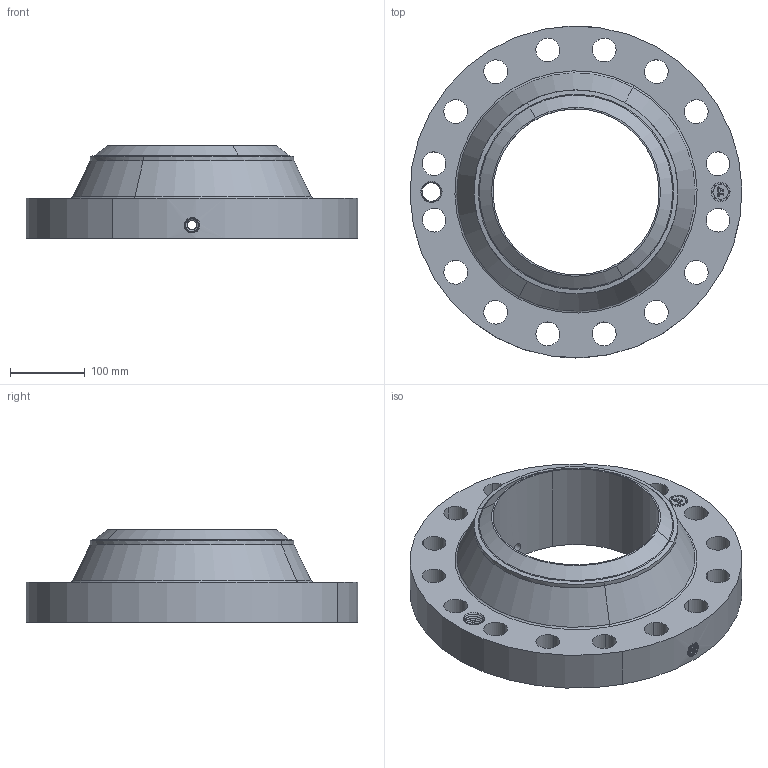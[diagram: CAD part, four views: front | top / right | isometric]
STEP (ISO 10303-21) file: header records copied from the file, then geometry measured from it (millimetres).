
FILE_DESCRIPTION(('3D STEP'),'2;1');
FILE_NAME('10-400-FF-WELD-NECK-140-ORIF-FLANGE.stp','2013-10-23T01:58:21+00:00',('Texas Flange'),(''),'CATIA Version 5 Release 20 SP 6 (IN-10)','CATIA V5 STEP AP214','800-826-3801');
FILE_SCHEMA(('AUTOMOTIVE_DESIGN { 1 0 10303 214 1 1 1 1 }'));
Length unit declared in the file: inch
Products named in the file (1): 10-400-FF-WELD-NECK-140-ORIF-FLANGE
Bounding box: 444.38 x 444.5 x 123.95 mm (x, y, z)
Volume: 7284125.8 mm3; surface area: 509037.3 mm2
Topology: 1 solids, 1 shells, 786 faces, 2138 edges, 1372 vertices
Faces by surface type: plane 368, bspline 251, cylinder 107, cone 52, torus 4, revolution 4
Entity records: 32865 total; most frequent: CARTESIAN_POINT 13272, ORIENTED_EDGE 4276, EDGE_CURVE 2138, DIRECTION 2136, VERTEX_POINT 1372, VECTOR 1198, LINE 1198, EDGE_LOOP 844
